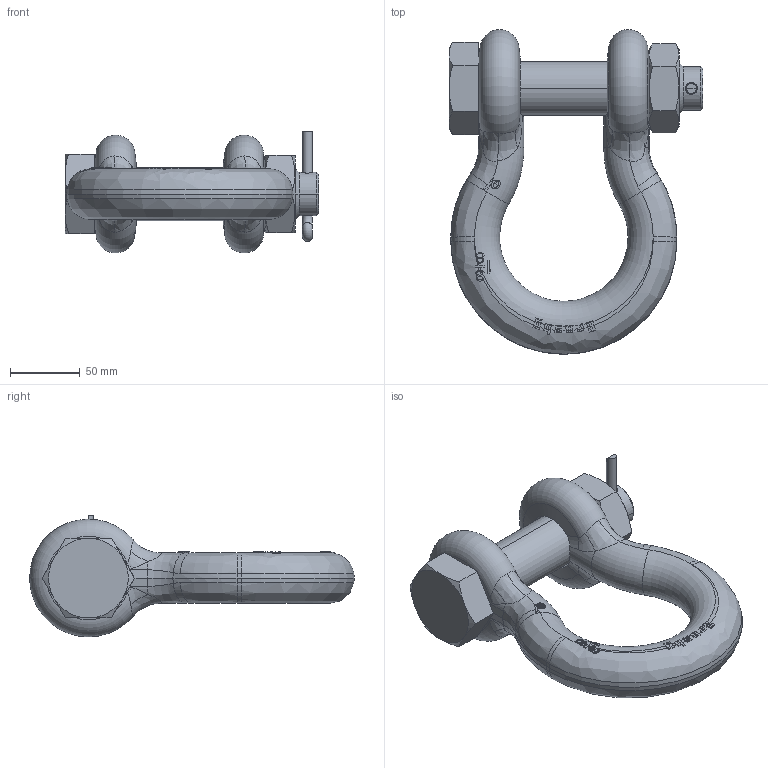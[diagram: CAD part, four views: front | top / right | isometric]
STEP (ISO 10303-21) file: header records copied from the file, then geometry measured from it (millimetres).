
FILE_DESCRIPTION((''),'2;1');
FILE_NAME('CROSBY_2130_138','2005-01-21T',('ADoughty'),('The Crosby Group, Inc.'),'PRO/ENGINEER BY PARAMETRIC TECHNOLOGY CORPORATION, 2004090','PRO/ENGINEER BY PARAMETRIC TECHNOLOGY CORPORATION, 2004090','');
FILE_SCHEMA(('CONFIG_CONTROL_DESIGN'));
Length unit declared in the file: inch
Products named in the file (1): CROSBY_2130_138
Bounding box: 181.89 x 232.66 x 87.24 mm (x, y, z)
Volume: 830218 mm3; surface area: 112257.8 mm2
Topology: 2 solids, 2 shells, 409 faces, 1118 edges, 716 vertices
Faces by surface type: plane 252, bspline 67, cylinder 35, cone 28, torus 27
Entity records: 16968 total; most frequent: CARTESIAN_POINT 7839, ORIENTED_EDGE 2236, DIRECTION 1376, EDGE_CURVE 1118, VERTEX_POINT 716, B_SPLINE_CURVE_WITH_KNOTS 571, AXIS2_PLACEMENT_3D 487, EDGE_LOOP 418
